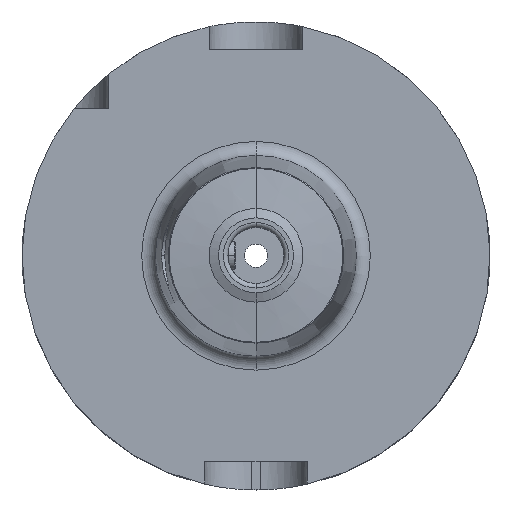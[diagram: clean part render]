
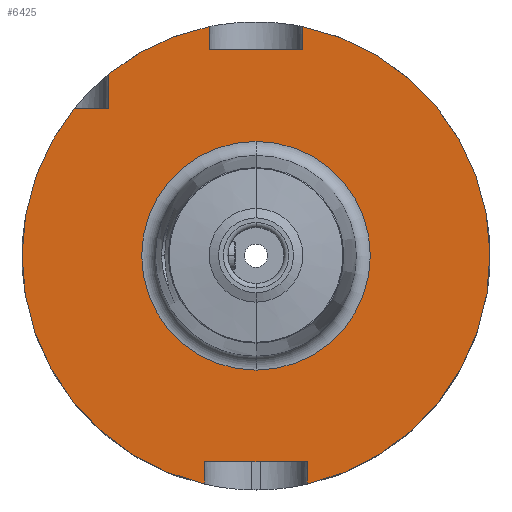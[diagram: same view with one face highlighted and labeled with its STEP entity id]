
A CAD part, top view. The second image highlights one B-rep face of the part: STEP entity #6425.
In plain terms, the highlighted planar face has unit normal (0, 0, 1).
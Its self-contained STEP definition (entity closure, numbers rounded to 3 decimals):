
#337=DIRECTION('',(1.,0.,0.));
#338=VECTOR('',#337,20.);
#339=CARTESIAN_POINT('',(-10.,44.,28.95));
#340=LINE('',#339,#338);
#344=DIRECTION('',(0.,-1.,0.));
#345=VECTOR('',#344,4.99);
#346=CARTESIAN_POINT('',(10.,48.99,28.95));
#347=LINE('',#346,#345);
#351=DIRECTION('',(0.,1.,0.));
#352=VECTOR('',#351,4.775);
#353=CARTESIAN_POINT('',(11.,-48.775,28.95));
#354=LINE('',#353,#352);
#358=DIRECTION('',(1.,0.,0.));
#359=VECTOR('',#358,22.);
#360=CARTESIAN_POINT('',(-11.,-44.,28.95));
#361=LINE('',#360,#359);
#365=DIRECTION('',(0.,1.,0.));
#366=VECTOR('',#365,4.775);
#367=CARTESIAN_POINT('',(-11.,-48.775,28.95));
#368=LINE('',#367,#366);
#372=DIRECTION('',(1.,0.,0.));
#373=VECTOR('',#372,7.33);
#374=CARTESIAN_POINT('',(-38.83,31.5,28.95));
#375=LINE('',#374,#373);
#379=DIRECTION('',(0.,-1.,0.));
#380=VECTOR('',#379,7.33);
#381=CARTESIAN_POINT('',(-31.5,38.83,28.95));
#382=LINE('',#381,#380);
#386=DIRECTION('',(0.,-1.,0.));
#387=VECTOR('',#386,4.99);
#388=CARTESIAN_POINT('',(-10.,48.99,28.95));
#389=LINE('',#388,#387);
#393=CARTESIAN_POINT('',(0.,0.,28.95));
#394=DIRECTION('',(0.,0.,1.));
#395=DIRECTION('',(0.,1.,0.));
#396=AXIS2_PLACEMENT_3D('',#393,#394,#395);
#401=CARTESIAN_POINT('',(0.,0.,28.95));
#402=DIRECTION('',(0.,0.,1.));
#403=DIRECTION('',(0.,-1.,0.));
#404=AXIS2_PLACEMENT_3D('',#401,#402,#403);
#543=CARTESIAN_POINT('',(0.,0.,28.95));
#544=DIRECTION('',(0.,0.,1.));
#545=DIRECTION('',(-0.777,0.63,0.));
#546=AXIS2_PLACEMENT_3D('',#543,#544,#545);
#551=CARTESIAN_POINT('',(0.,0.,28.95));
#552=DIRECTION('',(0.,0.,1.));
#553=DIRECTION('',(0.22,-0.975,0.));
#554=AXIS2_PLACEMENT_3D('',#551,#552,#553);
#559=CARTESIAN_POINT('',(0.,0.,28.95));
#560=DIRECTION('',(0.,0.,1.));
#561=DIRECTION('',(-0.2,0.98,0.));
#562=AXIS2_PLACEMENT_3D('',#559,#560,#561);
#5692=CARTESIAN_POINT('',(0.,24.434,28.95));
#5693=VERTEX_POINT('',#5692);
#5694=CARTESIAN_POINT('',(0.,-24.434,28.95));
#5695=VERTEX_POINT('',#5694);
#5890=CARTESIAN_POINT('',(-31.5,31.5,28.95));
#5892=VERTEX_POINT('',#5890);
#5904=CARTESIAN_POINT('',(11.,-44.,28.95));
#5905=VERTEX_POINT('',#5904);
#5906=CARTESIAN_POINT('',(-11.,-44.,28.95));
#5907=VERTEX_POINT('',#5906);
#5920=CARTESIAN_POINT('',(10.,44.,28.95));
#5921=VERTEX_POINT('',#5920);
#5922=CARTESIAN_POINT('',(-10.,44.,28.95));
#5923=VERTEX_POINT('',#5922);
#6001=CARTESIAN_POINT('',(-38.83,31.5,28.95));
#6002=VERTEX_POINT('',#6001);
#6003=CARTESIAN_POINT('',(-31.5,38.83,28.95));
#6004=VERTEX_POINT('',#6003);
#6031=CARTESIAN_POINT('',(11.,-48.775,28.95));
#6032=VERTEX_POINT('',#6031);
#6033=CARTESIAN_POINT('',(-11.,-48.775,28.95));
#6034=VERTEX_POINT('',#6033);
#6061=CARTESIAN_POINT('',(10.,48.99,28.95));
#6062=VERTEX_POINT('',#6061);
#6063=CARTESIAN_POINT('',(-10.,48.99,28.95));
#6064=VERTEX_POINT('',#6063);
#6392=CARTESIAN_POINT('',(0.,0.,28.95));
#6393=DIRECTION('',(0.,0.,1.));
#6394=DIRECTION('',(0.,1.,0.));
#6395=AXIS2_PLACEMENT_3D('',#6392,#6393,#6394);
#6396=PLANE('',#6395);
#6398=ORIENTED_EDGE('',*,*,#6397,.T.);
#6400=ORIENTED_EDGE('',*,*,#6399,.F.);
#6402=ORIENTED_EDGE('',*,*,#6401,.F.);
#6404=ORIENTED_EDGE('',*,*,#6403,.T.);
#6406=ORIENTED_EDGE('',*,*,#6405,.F.);
#6408=ORIENTED_EDGE('',*,*,#6407,.F.);
#6410=ORIENTED_EDGE('',*,*,#6409,.F.);
#6412=ORIENTED_EDGE('',*,*,#6411,.T.);
#6414=ORIENTED_EDGE('',*,*,#6413,.F.);
#6416=ORIENTED_EDGE('',*,*,#6415,.F.);
#6418=ORIENTED_EDGE('',*,*,#6417,.T.);
#6419=EDGE_LOOP('',(#6398,#6400,#6402,#6404,#6406,#6408,#6410,#6412,#6414,#6416,
#6418));
#6420=FACE_OUTER_BOUND('',#6419,.F.);
#6421=ORIENTED_EDGE('',*,*,#6374,.T.);
#6422=ORIENTED_EDGE('',*,*,#6385,.T.);
#6423=EDGE_LOOP('',(#6421,#6422));
#6424=FACE_BOUND('',#6423,.F.);
#397=CIRCLE('',#396,24.434);
#405=CIRCLE('',#404,24.434);
#547=CIRCLE('',#546,50.);
#555=CIRCLE('',#554,50.);
#563=CIRCLE('',#562,50.);
#6374=EDGE_CURVE('',#5693,#5695,#397,.T.);
#6385=EDGE_CURVE('',#5695,#5693,#405,.T.);
#6397=EDGE_CURVE('',#5923,#5921,#340,.T.);
#6399=EDGE_CURVE('',#6062,#5921,#347,.T.);
#6401=EDGE_CURVE('',#6032,#6062,#555,.T.);
#6403=EDGE_CURVE('',#6032,#5905,#354,.T.);
#6405=EDGE_CURVE('',#5907,#5905,#361,.T.);
#6407=EDGE_CURVE('',#6034,#5907,#368,.T.);
#6409=EDGE_CURVE('',#6002,#6034,#547,.T.);
#6411=EDGE_CURVE('',#6002,#5892,#375,.T.);
#6413=EDGE_CURVE('',#6004,#5892,#382,.T.);
#6415=EDGE_CURVE('',#6064,#6004,#563,.T.);
#6417=EDGE_CURVE('',#6064,#5923,#389,.T.);
#6425=ADVANCED_FACE('',(#6420,#6424),#6396,.T.);
